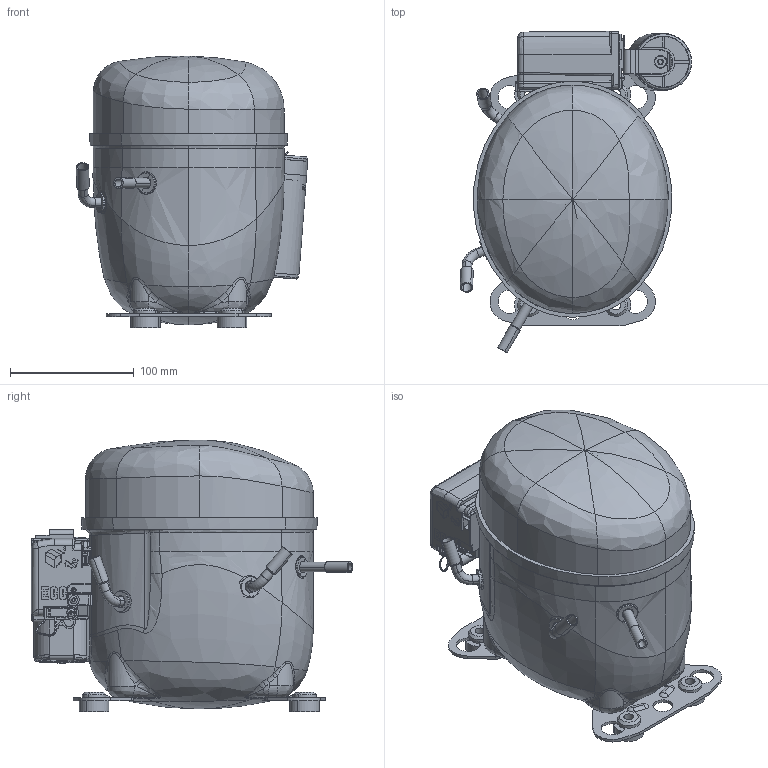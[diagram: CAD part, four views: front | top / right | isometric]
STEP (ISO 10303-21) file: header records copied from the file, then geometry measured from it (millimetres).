
FILE_DESCRIPTION(('CATIA V5 STEP Exchange'),'2;1');
FILE_NAME('GPY14RAa (22.10.14).stp','2014-10-23T06:05:58+00:00',('none'),('none'),'CATIA Version 5 Release 16 (IN-10)','CATIA V5 STEP AP214','none');
FILE_SCHEMA(('AUTOMOTIVE_DESIGN { 1 0 10303 214 1 1 1 1 }'));
Products named in the file (23): GPY14RA; Cuba alta; 1151329; 1114003; 1152302; Fijacables; brida; brida red.2; cuerpo.1; union.3; Tornillo largo; Tornillo corto fijacables; T 1379; 1152038.03; 1151686; 1151065; 1151586 brida grande; condensador Ducati.3; condensador.2; tapa.1; terminal; resistencia.3; 1162005
Assembly tree (28 placements, depth 3):
  GPY14RA
    Cuba alta
    1151329  x2
    1114003
    1152302  x2
    Fijacables
      brida
      brida red.2
      cuerpo.1
      union.3
    Tornillo largo
    Tornillo corto fijacables
    T 1379
    1152038.03
    1151686
    1151065
    1151586 brida grande
    condensador Ducati.3
      condensador.2
      tapa.1
      terminal  x2
      resistencia.3
    1162005  x4
Bounding box: 186.88 x 259.73 x 219.5 mm (x, y, z)
Volume: 618085.9 mm3; surface area: 413800.2 mm2
Topology: 26 solids, 30 shells, 3410 faces, 9076 edges, 5700 vertices
Faces by surface type: plane 1510, cylinder 952, bspline 548, torus 179, cone 125, sphere 90, revolution 4, extrusion 2
Entity records: 133618 total; most frequent: CARTESIAN_POINT 61851, ORIENTED_EDGE 16868, DIRECTION 10678, EDGE_CURVE 8436, VERTEX_POINT 5378, VECTOR 4449, LINE 4447, AXIS2_PLACEMENT_3D 4071
